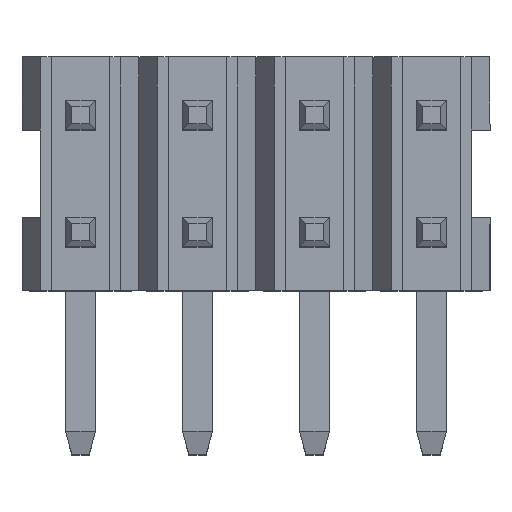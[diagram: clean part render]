
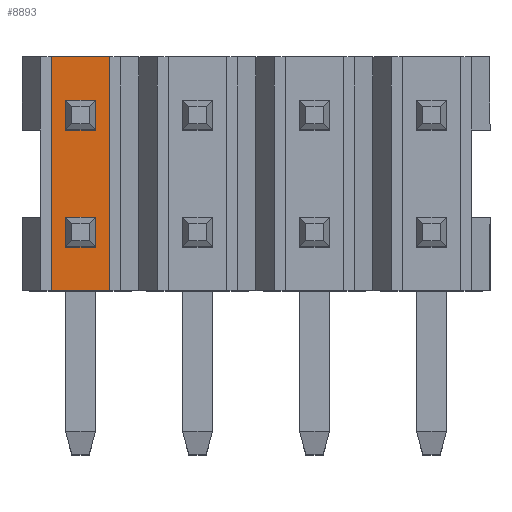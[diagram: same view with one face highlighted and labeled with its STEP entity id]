
A CAD part, top view. The second image highlights one B-rep face of the part: STEP entity #8893.
In plain terms, the highlighted planar face has unit normal (0, 0, 1).
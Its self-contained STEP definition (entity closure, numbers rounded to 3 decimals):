
#70 = CARTESIAN_POINT ( 'NONE',  ( -2.5, 0., 3.1 ) ) ;
#93 = VERTEX_POINT ( 'NONE', #7696 ) ;
#101 = VERTEX_POINT ( 'NONE', #70 ) ;
#114 = LINE ( 'NONE', #6908, #8820 ) ;
#245 = EDGE_CURVE ( 'NONE', #6287, #5365, #7611, .T. ) ;
#250 = AXIS2_PLACEMENT_3D ( 'NONE', #5029, #415, #6568 ) ;
#309 = CARTESIAN_POINT ( 'NONE',  ( -2.745, 1.255, 3.1 ) ) ;
#415 = DIRECTION ( 'NONE',  ( 0., 0., -1. ) ) ;
#537 = EDGE_CURVE ( 'NONE', #7918, #3716, #7601, .T. ) ;
#617 = LINE ( 'NONE', #5190, #6640 ) ;
#647 = LINE ( 'NONE', #6900, #7546 ) ;
#822 = ORIENTED_EDGE ( 'NONE', *, *, #7395, .F. ) ;
#905 = ORIENTED_EDGE ( 'NONE', *, *, #537, .F. ) ;
#984 = VECTOR ( 'NONE', #5782, 1000. ) ;
#1064 = EDGE_CURVE ( 'NONE', #7664, #3363, #2505, .T. ) ;
#1160 = CARTESIAN_POINT ( 'NONE',  ( -2.745, 2.745, 3.1 ) ) ;
#1200 = VECTOR ( 'NONE', #9430, 1000. ) ;
#1208 = CARTESIAN_POINT ( 'NONE',  ( -2.5, 4., 3.1 ) ) ;
#1225 = DIRECTION ( 'NONE',  ( 1., 0., 0. ) ) ;
#1393 = ORIENTED_EDGE ( 'NONE', *, *, #9086, .F. ) ;
#1429 = VECTOR ( 'NONE', #5318, 1000. ) ;
#1456 = CARTESIAN_POINT ( 'NONE',  ( -3.255, 3.255, 3.1 ) ) ;
#1532 = CARTESIAN_POINT ( 'NONE',  ( -3.255, 1.255, 3.1 ) ) ;
#1722 = ORIENTED_EDGE ( 'NONE', *, *, #4162, .T. ) ;
#1955 = EDGE_LOOP ( 'NONE', ( #1722, #6045, #6278, #4432 ) ) ;
#2174 = DIRECTION ( 'NONE',  ( 1., 0., 0. ) ) ;
#2325 = DIRECTION ( 'NONE',  ( 0., 1., 0. ) ) ;
#2505 = LINE ( 'NONE', #5771, #5035 ) ;
#2626 = ORIENTED_EDGE ( 'NONE', *, *, #1064, .F. ) ;
#2718 = PLANE ( 'NONE',  #250 ) ;
#2880 = EDGE_CURVE ( 'NONE', #3411, #7212, #7380, .T. ) ;
#2910 = CARTESIAN_POINT ( 'NONE',  ( -3.5, 4., 3.1 ) ) ;
#2945 = DIRECTION ( 'NONE',  ( 0., -1., 0. ) ) ;
#2963 = LINE ( 'NONE', #9442, #5236 ) ;
#3040 = CARTESIAN_POINT ( 'NONE',  ( -3.255, 2.745, 3.1 ) ) ;
#3363 = VERTEX_POINT ( 'NONE', #7812 ) ;
#3372 = ORIENTED_EDGE ( 'NONE', *, *, #4337, .F. ) ;
#3411 = VERTEX_POINT ( 'NONE', #8830 ) ;
#3585 = CARTESIAN_POINT ( 'NONE',  ( -2.5, 4., 3.1 ) ) ;
#3716 = VERTEX_POINT ( 'NONE', #7507 ) ;
#3899 = CARTESIAN_POINT ( 'NONE',  ( -3.255, 1.255, 3.1 ) ) ;
#3959 = ORIENTED_EDGE ( 'NONE', *, *, #9497, .F. ) ;
#4162 = EDGE_CURVE ( 'NONE', #9853, #101, #8218, .T. ) ;
#4232 = DIRECTION ( 'NONE',  ( 0., 1., 0. ) ) ;
#4337 = EDGE_CURVE ( 'NONE', #5365, #93, #114, .T. ) ;
#4432 = ORIENTED_EDGE ( 'NONE', *, *, #6205, .T. ) ;
#4781 = CARTESIAN_POINT ( 'NONE',  ( -3.5, 0., 3.1 ) ) ;
#5029 = CARTESIAN_POINT ( 'NONE',  ( -3.5, 4., 3.1 ) ) ;
#5035 = VECTOR ( 'NONE', #4232, 1000. ) ;
#5190 = CARTESIAN_POINT ( 'NONE',  ( -3.5, 4., 3.1 ) ) ;
#5201 = ORIENTED_EDGE ( 'NONE', *, *, #8708, .F. ) ;
#5236 = VECTOR ( 'NONE', #8697, 1000. ) ;
#5318 = DIRECTION ( 'NONE',  ( 0., -1., 0. ) ) ;
#5355 = VECTOR ( 'NONE', #8412, 1000. ) ;
#5365 = VERTEX_POINT ( 'NONE', #5709 ) ;
#5499 = EDGE_LOOP ( 'NONE', ( #3372, #9366, #822, #1393 ) ) ;
#5515 = VECTOR ( 'NONE', #9056, 1000. ) ;
#5602 = FACE_BOUND ( 'NONE', #5499, .T. ) ;
#5656 = VECTOR ( 'NONE', #1225, 1000. ) ;
#5709 = CARTESIAN_POINT ( 'NONE',  ( -3.255, 0.745, 3.1 ) ) ;
#5771 = CARTESIAN_POINT ( 'NONE',  ( -2.745, 2.745, 3.1 ) ) ;
#5782 = DIRECTION ( 'NONE',  ( 1., 0., 0. ) ) ;
#5836 = LINE ( 'NONE', #3899, #5355 ) ;
#6045 = ORIENTED_EDGE ( 'NONE', *, *, #7690, .F. ) ;
#6205 = EDGE_CURVE ( 'NONE', #3411, #9853, #617, .T. ) ;
#6278 = ORIENTED_EDGE ( 'NONE', *, *, #2880, .F. ) ;
#6287 = VERTEX_POINT ( 'NONE', #1532 ) ;
#6379 = CARTESIAN_POINT ( 'NONE',  ( -3.255, 0.745, 3.1 ) ) ;
#6568 = DIRECTION ( 'NONE',  ( -1., 0., 0. ) ) ;
#6579 = CARTESIAN_POINT ( 'NONE',  ( -3.5, 0., 3.1 ) ) ;
#6640 = VECTOR ( 'NONE', #2945, 1000. ) ;
#6679 = FACE_OUTER_BOUND ( 'NONE', #1955, .T. ) ;
#6900 = CARTESIAN_POINT ( 'NONE',  ( -2.745, 0.745, 3.1 ) ) ;
#6908 = CARTESIAN_POINT ( 'NONE',  ( -3.255, 0.745, 3.1 ) ) ;
#7028 = VERTEX_POINT ( 'NONE', #309 ) ;
#7212 = VERTEX_POINT ( 'NONE', #1208 ) ;
#7308 = FACE_BOUND ( 'NONE', #9976, .T. ) ;
#7380 = LINE ( 'NONE', #2910, #9189 ) ;
#7395 = EDGE_CURVE ( 'NONE', #7028, #6287, #5836, .T. ) ;
#7419 = LINE ( 'NONE', #9031, #984 ) ;
#7507 = CARTESIAN_POINT ( 'NONE',  ( -3.255, 2.745, 3.1 ) ) ;
#7546 = VECTOR ( 'NONE', #2325, 1000. ) ;
#7601 = LINE ( 'NONE', #3040, #1429 ) ;
#7611 = LINE ( 'NONE', #6379, #1200 ) ;
#7664 = VERTEX_POINT ( 'NONE', #1160 ) ;
#7690 = EDGE_CURVE ( 'NONE', #7212, #101, #8921, .T. ) ;
#7696 = CARTESIAN_POINT ( 'NONE',  ( -2.745, 0.745, 3.1 ) ) ;
#7812 = CARTESIAN_POINT ( 'NONE',  ( -2.745, 3.255, 3.1 ) ) ;
#7918 = VERTEX_POINT ( 'NONE', #1456 ) ;
#8218 = LINE ( 'NONE', #6579, #5656 ) ;
#8412 = DIRECTION ( 'NONE',  ( -1., 0., 0. ) ) ;
#8697 = DIRECTION ( 'NONE',  ( -1., 0., 0. ) ) ;
#8708 = EDGE_CURVE ( 'NONE', #3363, #7918, #2963, .T. ) ;
#8820 = VECTOR ( 'NONE', #10025, 1000. ) ;
#8830 = CARTESIAN_POINT ( 'NONE',  ( -3.5, 4., 3.1 ) ) ;
#8893 = ADVANCED_FACE ( 'NONE', ( #6679, #5602, #7308 ), #2718, .F. ) ;
#8921 = LINE ( 'NONE', #3585, #5515 ) ;
#9031 = CARTESIAN_POINT ( 'NONE',  ( -3.255, 2.745, 3.1 ) ) ;
#9056 = DIRECTION ( 'NONE',  ( 0., -1., 0. ) ) ;
#9086 = EDGE_CURVE ( 'NONE', #93, #7028, #647, .T. ) ;
#9189 = VECTOR ( 'NONE', #2174, 1000. ) ;
#9366 = ORIENTED_EDGE ( 'NONE', *, *, #245, .F. ) ;
#9430 = DIRECTION ( 'NONE',  ( 0., -1., 0. ) ) ;
#9442 = CARTESIAN_POINT ( 'NONE',  ( -3.255, 3.255, 3.1 ) ) ;
#9497 = EDGE_CURVE ( 'NONE', #3716, #7664, #7419, .T. ) ;
#9853 = VERTEX_POINT ( 'NONE', #4781 ) ;
#9976 = EDGE_LOOP ( 'NONE', ( #3959, #905, #5201, #2626 ) ) ;
#10025 = DIRECTION ( 'NONE',  ( 1., 0., 0. ) ) ;
